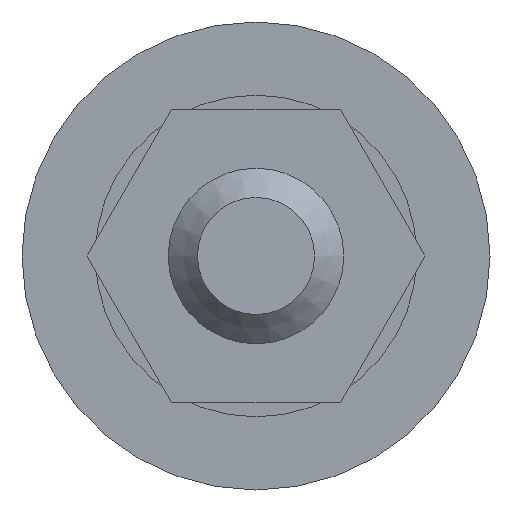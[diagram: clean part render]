
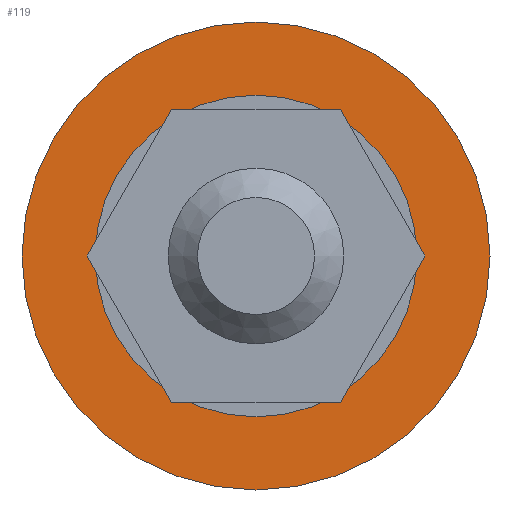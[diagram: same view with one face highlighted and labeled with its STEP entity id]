
A CAD part, front view. The second image highlights one B-rep face of the part: STEP entity #119.
In plain terms, the highlighted planar face has unit normal (0, -1, 0).
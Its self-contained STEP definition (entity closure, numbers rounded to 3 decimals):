
#10 = ORIENTED_EDGE ( 'NONE', *, *, #93, .T. ) ;
#16 = FACE_BOUND ( 'NONE', #277, .T. ) ;
#26 = AXIS2_PLACEMENT_3D ( 'NONE', #61, #431, #109 ) ;
#43 = DIRECTION ( 'NONE',  ( 0., 0., 1. ) ) ;
#61 = CARTESIAN_POINT ( 'NONE',  ( -9.107, -8.749, 5.671 ) ) ;
#72 = PLANE ( 'NONE',  #26 ) ;
#93 = EDGE_CURVE ( 'NONE', #369, #369, #452, .T. ) ;
#97 = CARTESIAN_POINT ( 'NONE',  ( -3.607, -8.749, 5.671 ) ) ;
#109 = DIRECTION ( 'NONE',  ( 0., 0., -1. ) ) ;
#119 = ADVANCED_FACE ( 'NONE', ( #16, #521 ), #72, .F. ) ;
#120 = CARTESIAN_POINT ( 'NONE',  ( -3.607, -8.749, 5.671 ) ) ;
#135 = AXIS2_PLACEMENT_3D ( 'NONE', #120, #465, #253 ) ;
#229 = CIRCLE ( 'NONE', #349, 5.5 ) ;
#253 = DIRECTION ( 'NONE',  ( 0., 0., 1. ) ) ;
#277 = EDGE_LOOP ( 'NONE', ( #305 ) ) ;
#305 = ORIENTED_EDGE ( 'NONE', *, *, #411, .F. ) ;
#333 = CARTESIAN_POINT ( 'NONE',  ( -3.607, -8.749, 11.171 ) ) ;
#335 = CARTESIAN_POINT ( 'NONE',  ( -3.607, -8.749, 13.671 ) ) ;
#349 = AXIS2_PLACEMENT_3D ( 'NONE', #97, #545, #43 ) ;
#369 = VERTEX_POINT ( 'NONE', #335 ) ;
#411 = EDGE_CURVE ( 'NONE', #558, #558, #229, .T. ) ;
#431 = DIRECTION ( 'NONE',  ( 0., 1., 0. ) ) ;
#452 = CIRCLE ( 'NONE', #135, 8. ) ;
#465 = DIRECTION ( 'NONE',  ( 0., -1., 0. ) ) ;
#489 = EDGE_LOOP ( 'NONE', ( #10 ) ) ;
#521 = FACE_OUTER_BOUND ( 'NONE', #489, .T. ) ;
#545 = DIRECTION ( 'NONE',  ( 0., -1., 0. ) ) ;
#558 = VERTEX_POINT ( 'NONE', #333 ) ;
